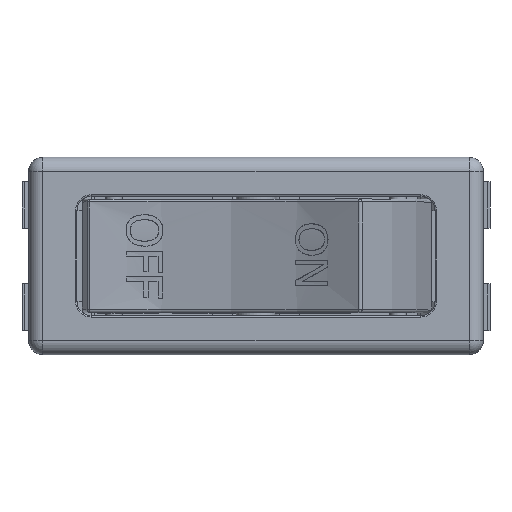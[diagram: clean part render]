
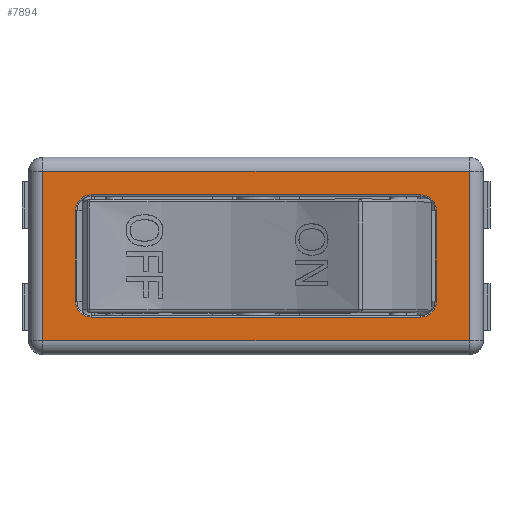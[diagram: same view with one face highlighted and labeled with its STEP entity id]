
A CAD part, top view. The second image highlights one B-rep face of the part: STEP entity #7894.
In plain terms, the highlighted planar face has unit normal (0, 0, 1).
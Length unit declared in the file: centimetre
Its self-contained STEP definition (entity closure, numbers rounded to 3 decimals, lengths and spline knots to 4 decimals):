
#253=FACE_BOUND('',#918,.T.);
#478=FACE_OUTER_BOUND('',#917,.T.);
#917=EDGE_LOOP('',(#6434,#6435,#6436,#6437));
#918=EDGE_LOOP('',(#6438,#6439,#6440,#6441,#6442,#6443,#6444,#6445));
#1219=CIRCLE('',#8396,0.11);
#1220=CIRCLE('',#8397,0.11);
#1221=CIRCLE('',#8398,0.11);
#1222=CIRCLE('',#8399,0.11);
#1890=LINE('',#19387,#2816);
#1891=LINE('',#19389,#2817);
#1892=LINE('',#19391,#2818);
#1893=LINE('',#19392,#2819);
#1894=LINE('',#19395,#2820);
#1895=LINE('',#19399,#2821);
#1896=LINE('',#19403,#2822);
#1897=LINE('',#19407,#2823);
#2816=VECTOR('',#9853,100.);
#2817=VECTOR('',#9854,100.);
#2818=VECTOR('',#9855,100.);
#2819=VECTOR('',#9856,100.);
#2820=VECTOR('',#9857,100.);
#2821=VECTOR('',#9860,100.);
#2822=VECTOR('',#9863,100.);
#2823=VECTOR('',#9866,100.);
#3706=VERTEX_POINT('',#19385);
#3707=VERTEX_POINT('',#19386);
#3708=VERTEX_POINT('',#19388);
#3709=VERTEX_POINT('',#19390);
#3710=VERTEX_POINT('',#19393);
#3711=VERTEX_POINT('',#19394);
#3712=VERTEX_POINT('',#19396);
#3713=VERTEX_POINT('',#19398);
#3714=VERTEX_POINT('',#19400);
#3715=VERTEX_POINT('',#19402);
#3716=VERTEX_POINT('',#19404);
#3717=VERTEX_POINT('',#19406);
#4700=EDGE_CURVE('',#3706,#3707,#1890,.T.);
#4701=EDGE_CURVE('',#3707,#3708,#1891,.T.);
#4702=EDGE_CURVE('',#3708,#3709,#1892,.T.);
#4703=EDGE_CURVE('',#3709,#3706,#1893,.T.);
#4704=EDGE_CURVE('',#3710,#3711,#1894,.T.);
#4705=EDGE_CURVE('',#3711,#3712,#1219,.T.);
#4706=EDGE_CURVE('',#3712,#3713,#1895,.T.);
#4707=EDGE_CURVE('',#3713,#3714,#1220,.T.);
#4708=EDGE_CURVE('',#3714,#3715,#1896,.T.);
#4709=EDGE_CURVE('',#3715,#3716,#1221,.T.);
#4710=EDGE_CURVE('',#3716,#3717,#1897,.T.);
#4711=EDGE_CURVE('',#3717,#3710,#1222,.T.);
#6434=ORIENTED_EDGE('',*,*,#4700,.T.);
#6435=ORIENTED_EDGE('',*,*,#4701,.T.);
#6436=ORIENTED_EDGE('',*,*,#4702,.T.);
#6437=ORIENTED_EDGE('',*,*,#4703,.T.);
#6438=ORIENTED_EDGE('',*,*,#4704,.T.);
#6439=ORIENTED_EDGE('',*,*,#4705,.T.);
#6440=ORIENTED_EDGE('',*,*,#4706,.T.);
#6441=ORIENTED_EDGE('',*,*,#4707,.T.);
#6442=ORIENTED_EDGE('',*,*,#4708,.T.);
#6443=ORIENTED_EDGE('',*,*,#4709,.T.);
#6444=ORIENTED_EDGE('',*,*,#4710,.T.);
#6445=ORIENTED_EDGE('',*,*,#4711,.T.);
#7514=PLANE('',#8395);
#7894=ADVANCED_FACE('',(#478,#253),#7514,.T.);
#8395=AXIS2_PLACEMENT_3D('',#19384,#9851,#9852);
#8396=AXIS2_PLACEMENT_3D('',#19397,#9858,#9859);
#8397=AXIS2_PLACEMENT_3D('',#19401,#9861,#9862);
#8398=AXIS2_PLACEMENT_3D('',#19405,#9864,#9865);
#8399=AXIS2_PLACEMENT_3D('',#19408,#9867,#9868);
#9851=DIRECTION('center_axis',(0.,0.,
1.));
#9852=DIRECTION('ref_axis',(0.,-1.,0.));
#9853=DIRECTION('',(0.,-1.,0.));
#9854=DIRECTION('',(1.,0.,0.));
#9855=DIRECTION('',(0.,1.,0.));
#9856=DIRECTION('',(-1.,0.,0.));
#9857=DIRECTION('',(1.,0.,0.));
#9858=DIRECTION('center_axis',(0.,0.,
-1.));
#9859=DIRECTION('ref_axis',(0.,-1.,0.));
#9860=DIRECTION('',(0.,-1.,0.));
#9861=DIRECTION('center_axis',(0.,0.,
-1.));
#9862=DIRECTION('ref_axis',(0.,-1.,0.));
#9863=DIRECTION('',(-1.,0.,0.));
#9864=DIRECTION('center_axis',(0.,0.,
-1.));
#9865=DIRECTION('ref_axis',(0.,-1.,0.));
#9866=DIRECTION('',(0.,1.,0.));
#9867=DIRECTION('center_axis',(0.,0.,
-1.));
#9868=DIRECTION('ref_axis',(0.,-1.,0.));
#19384=CARTESIAN_POINT('Origin',(1.6,-0.695,0.2));
#19385=CARTESIAN_POINT('',(-1.5,0.595,0.2));
#19386=CARTESIAN_POINT('',(-1.5,-0.595,0.2));
#19387=CARTESIAN_POINT('',(-1.5,-0.695,0.2));
#19388=CARTESIAN_POINT('',(1.5,-0.595,0.2));
#19389=CARTESIAN_POINT('',(1.6,-0.595,0.2));
#19390=CARTESIAN_POINT('',(1.5,0.595,0.2));
#19391=CARTESIAN_POINT('',(1.5,0.695,0.2));
#19392=CARTESIAN_POINT('',(-1.6,0.595,0.2));
#19393=CARTESIAN_POINT('',(-1.16,0.43,0.2));
#19394=CARTESIAN_POINT('',(1.16,0.43,0.2));
#19395=CARTESIAN_POINT('',(1.16,0.43,0.2));
#19396=CARTESIAN_POINT('',(1.27,0.32,0.2));
#19397=CARTESIAN_POINT('Origin',(1.16,0.32,0.2));
#19398=CARTESIAN_POINT('',(1.27,-0.32,0.2));
#19399=CARTESIAN_POINT('',(1.27,-0.32,0.2));
#19400=CARTESIAN_POINT('',(1.16,-0.43,0.2));
#19401=CARTESIAN_POINT('Origin',(1.16,-0.32,0.2));
#19402=CARTESIAN_POINT('',(-1.16,-0.43,0.2));
#19403=CARTESIAN_POINT('',(-1.16,-0.43,0.2));
#19404=CARTESIAN_POINT('',(-1.27,-0.32,0.2));
#19405=CARTESIAN_POINT('Origin',(-1.16,-0.32,0.2));
#19406=CARTESIAN_POINT('',(-1.27,0.32,0.2));
#19407=CARTESIAN_POINT('',(-1.27,0.32,0.2));
#19408=CARTESIAN_POINT('Origin',(-1.16,0.32,0.2));
